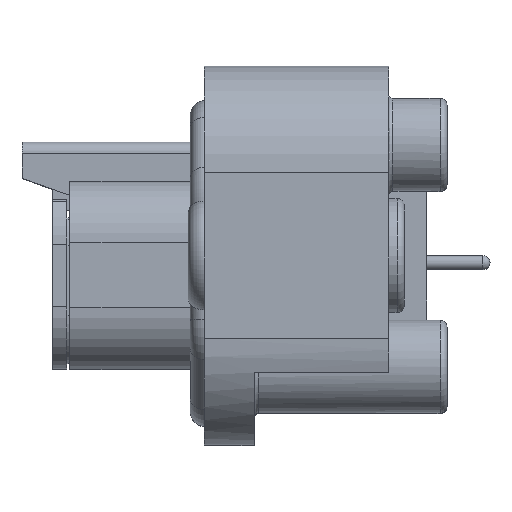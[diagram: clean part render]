
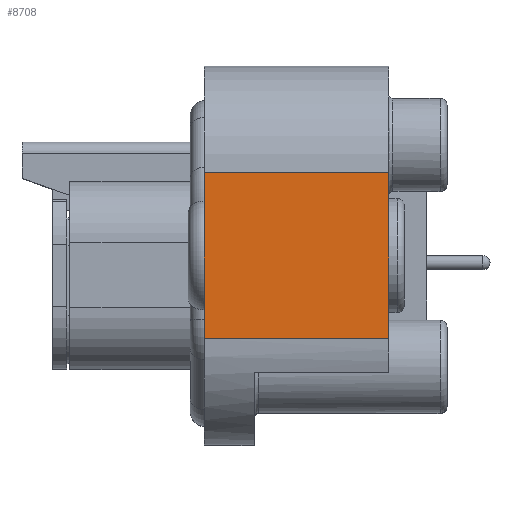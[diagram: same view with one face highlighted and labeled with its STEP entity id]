
A CAD part, top view. The second image highlights one B-rep face of the part: STEP entity #8708.
In plain terms, the highlighted planar face has unit normal (0, 0, 1).
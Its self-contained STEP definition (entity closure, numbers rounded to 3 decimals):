
#986=ORIENTED_EDGE('',*,*,#2724,.F.);
#987=ORIENTED_EDGE('',*,*,#2725,.T.);
#988=ORIENTED_EDGE('',*,*,#2726,.T.);
#989=ORIENTED_EDGE('',*,*,#2727,.F.);
#2724=EDGE_CURVE('',#3572,#3573,#4179,.T.);
#2725=EDGE_CURVE('',#3572,#3574,#4180,.T.);
#2726=EDGE_CURVE('',#3574,#3575,#4181,.T.);
#2727=EDGE_CURVE('',#3573,#3575,#4182,.T.);
#3572=VERTEX_POINT('',#12348);
#3573=VERTEX_POINT('',#12349);
#3574=VERTEX_POINT('',#12351);
#3575=VERTEX_POINT('',#12353);
#4179=LINE('',#12347,#4775);
#4180=LINE('',#12350,#4776);
#4181=LINE('',#12352,#4777);
#4182=LINE('',#12354,#4778);
#4775=VECTOR('',#10225,1000.);
#4776=VECTOR('',#10226,1000.);
#4777=VECTOR('',#10227,1000.);
#4778=VECTOR('',#10228,1000.);
#5166=EDGE_LOOP('',(#986,#987,#988,#989));
#5584=FACE_BOUND('',#5166,.T.);
#5985=PLANE('',#9154);
#8708=ADVANCED_FACE('',(#5584),#5985,.F.);
#9154=AXIS2_PLACEMENT_3D('',#12346,#10223,#10224);
#10223=DIRECTION('',(0.,0.,-1.));
#10224=DIRECTION('',(-1.,0.,0.));
#10225=DIRECTION('',(0.,-1.,0.));
#10226=DIRECTION('',(-1.,0.,0.));
#10227=DIRECTION('',(0.,-1.,0.));
#10228=DIRECTION('',(-1.,0.,0.));
#12346=CARTESIAN_POINT('',(15.8,5.875,20.51));
#12347=CARTESIAN_POINT('',(13.1,5.875,20.51));
#12348=CARTESIAN_POINT('',(13.1,5.875,20.51));
#12349=CARTESIAN_POINT('',(13.1,-5.875,20.51));
#12350=CARTESIAN_POINT('',(15.8,5.875,20.51));
#12351=CARTESIAN_POINT('',(0.,5.875,20.51));
#12352=CARTESIAN_POINT('',(0.,5.875,20.51));
#12353=CARTESIAN_POINT('',(0.,-5.875,20.51));
#12354=CARTESIAN_POINT('',(15.8,-5.875,20.51));
